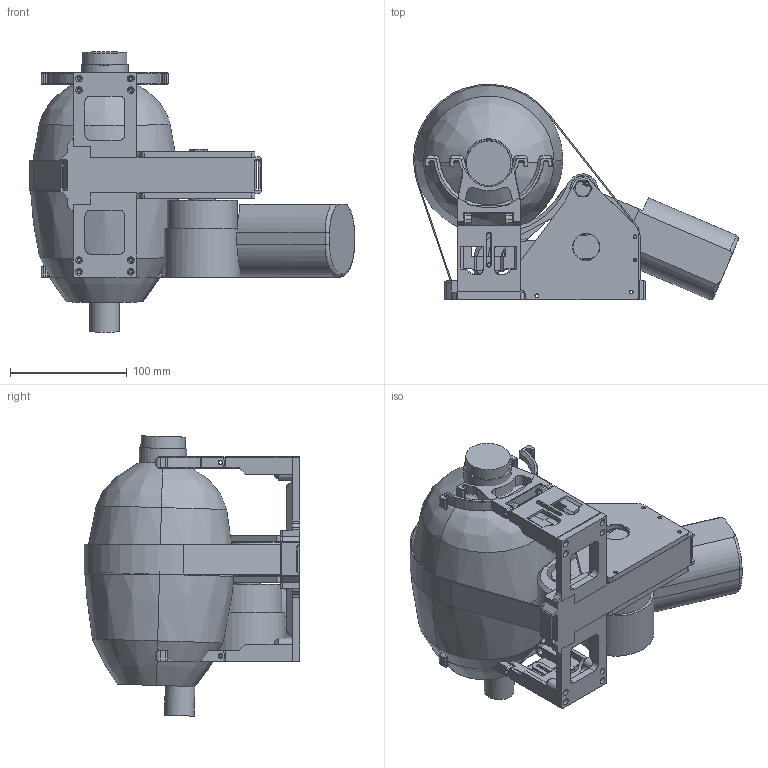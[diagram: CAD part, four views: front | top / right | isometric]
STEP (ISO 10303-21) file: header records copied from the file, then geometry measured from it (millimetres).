
FILE_DESCRIPTION(/* description */ (''),/* implementation_level */ '2;1');
FILE_NAME(/* name */ 'LRVent_Mk2 v12.step',/* time_stamp */ '2020-04-11T15:44:54-04:00',/* author */ (''),/* organization */ (''),/* preprocessor_version */ 'ST-DEVELOPER v18',/* originating_system */ 'Autodesk Translation Framework v8.12.0.6',/* authorisation */ '');
FILE_SCHEMA (('AUTOMOTIVE_DESIGN { 1 0 10303 214 3 1 1 }'));
Length unit declared in the file: millimetre
Products named in the file (16): LRVent_Mk2; BVM_Laerdal; WiperMotor_Cardone_85_3000; FrameSideWM; FrameSidePassive; FrameBase; FrameBack; PusherArm; BOLTS; 91310A542; WiperArm; 5972K501; 92855A304; PushLink; StandBVMTail; Strap
Assembly tree (22 placements, depth 3):
  LRVent_Mk2
    BVM_Laerdal
    WiperMotor_Cardone_85_3000
    FrameSideWM
    FrameSidePassive
    FrameBase
    FrameBack
    PusherArm
      92855A304  x2
      5972K501  x3
    BOLTS
      91310A542
    WiperArm
      5972K501
      92855A304  x2
    PushLink
    StandBVMTail  x2
    Strap
Bounding box: 278.49 x 184.52 x 240.14 mm (x, y, z)
Volume: 2750675.3 mm3; surface area: 320037.7 mm2
Topology: 88 solids, 88 shells, 1771 faces, 4518 edges, 2863 vertices
Faces by surface type: plane 872, cylinder 493, cone 303, sphere 48, bspline 43, torus 12
Full cylindrical faces by diameter (mm): 2.35 x36, 2.7 x5, 2.75 x12, 3 x36, 3.2 x32, 5.1 x2, 5.5 x4, 5.7 x8, 6.35 x6, 6.376 x16, 7.86 x2, 7.944 x1, 8 x21, 8.1 x2, 8.2 x1, 12 x2, 12.7 x3, 13.681 x16, 14 x1, 16.319 x16, 16.5 x2, 17.918 x1, 18 x1, 22 x4, 22.07 x4, 22.606 x3, 25.4 x1, 38.1 x1, 40.64 x1, 60 x1
Entity records: 41225 total; most frequent: CARTESIAN_POINT 13958, ORIENTED_EDGE 5574, DIRECTION 5568, EDGE_CURVE 2787, AXIS2_PLACEMENT_3D 1933, VERTEX_POINT 1780, LINE 1702, VECTOR 1702
